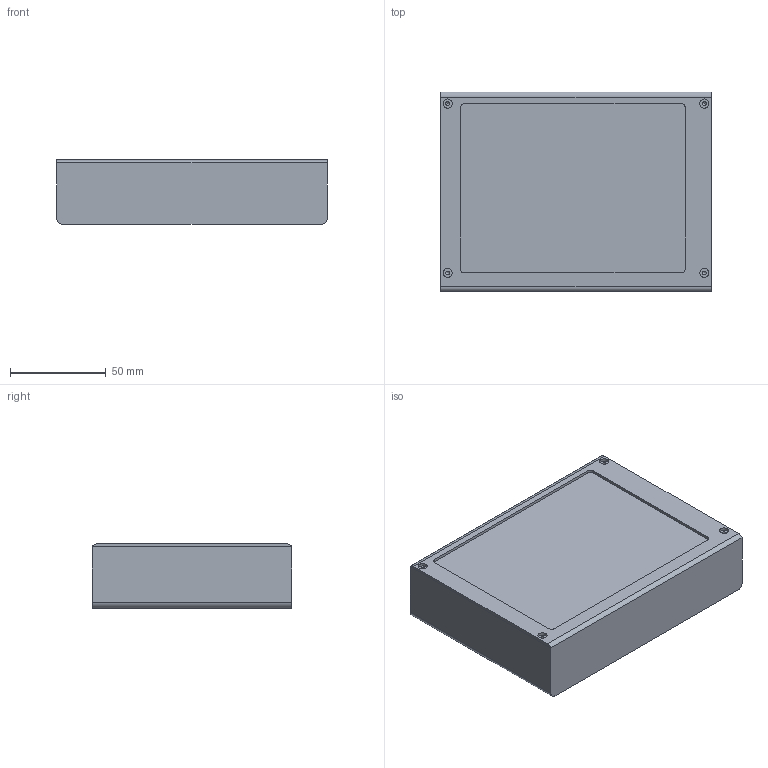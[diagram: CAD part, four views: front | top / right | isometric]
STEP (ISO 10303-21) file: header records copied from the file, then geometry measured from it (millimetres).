
FILE_DESCRIPTION(/* description */ (''),/* implementation_level */ '2;1');
FILE_NAME(/* name */ '5.7 XCTouchnav Dummy.stp',/* time_stamp */ '2023-01-19T20:00:03+01:00',/* author */ ('frits_000'),/* organization */ (''),/* preprocessor_version */ 'ST-DEVELOPER v19',/* originating_system */ 'Autodesk Inventor 2023',/* authorisation */ '');
FILE_SCHEMA (('AUTOMOTIVE_DESIGN { 1 0 10303 214 3 1 1 }'));
Length unit declared in the file: millimetre
Products named in the file (3): 5.7 XCTouchnav Dummy; 5.7 tablet topv5; solid body
Assembly tree (2 placements, depth 2):
  5.7 XCTouchnav Dummy
    5.7 tablet topv5
    solid body
Bounding box: 141 x 104 x 33.5 mm (x, y, z)
Volume: 474779.2 mm3; surface area: 54558.8 mm2
Topology: 2 solids, 2 shells, 34 faces, 87 edges, 59 vertices
Faces by surface type: cylinder 16, plane 14, cone 4
Full cylindrical faces by diameter (mm): 2.013 x4, 4.8 x4
Entity records: 1180 total; most frequent: DIRECTION 194, CARTESIAN_POINT 181, ORIENTED_EDGE 164, EDGE_CURVE 82, AXIS2_PLACEMENT_3D 72, VERTEX_POINT 56, LINE 50, VECTOR 50
